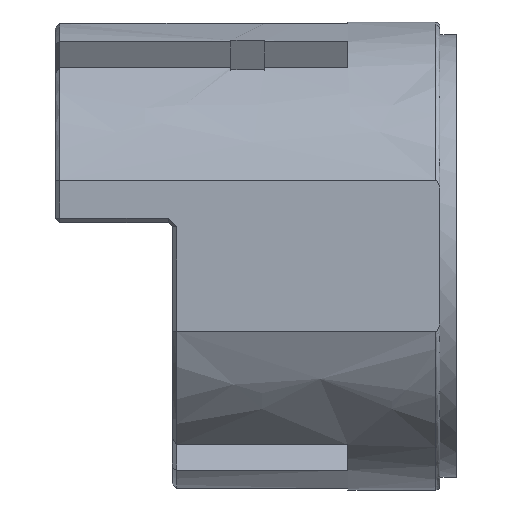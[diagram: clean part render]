
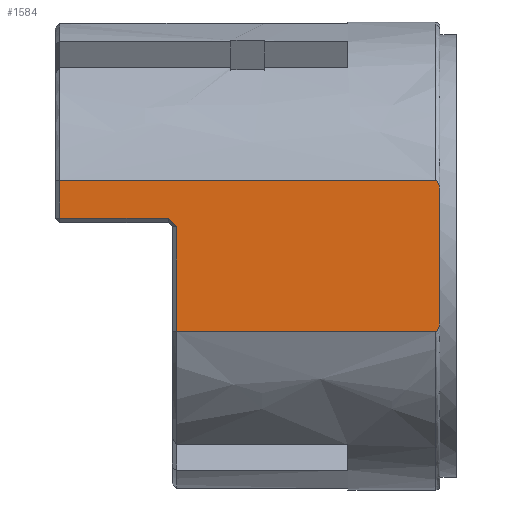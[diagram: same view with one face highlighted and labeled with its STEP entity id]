
A CAD part, left-side view. The second image highlights one B-rep face of the part: STEP entity #1584.
In plain terms, the highlighted free-form (B-spline) face has degree [1, 1] with [2, 2] control points.
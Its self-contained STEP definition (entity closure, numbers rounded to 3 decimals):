
#1584 = ADVANCED_FACE('',(#1585),#1739,.T.);
#1585 = FACE_BOUND('',#1586,.T.);
#1586 = EDGE_LOOP('',(#1587,#1596,#1603,#1610,#1617,#1624,#1632,#1640,
    #1648,#1656,#1664,#1672,#1679,#1686,#1694,#1702,#1710,#1718,#1726,
    #1734));
#1587 = ORIENTED_EDGE('',*,*,#1588,.T.);
#1588 = EDGE_CURVE('',#1589,#1591,#1593,.T.);
#1589 = VERTEX_POINT('',#1590);
#1590 = CARTESIAN_POINT('',(-39.043,49.357,
    -13.321));
#1591 = VERTEX_POINT('',#1592);
#1592 = CARTESIAN_POINT('',(-39.043,49.357,
    5.157));
#1593 = B_SPLINE_CURVE_WITH_KNOTS('',1,(#1594,#1595),.UNSPECIFIED.,.F.,
  .F.,(2,2),(0.,12.542),.PIECEWISE_BEZIER_KNOTS.);
#1594 = CARTESIAN_POINT('',(-39.043,49.357,
    -13.321));
#1595 = CARTESIAN_POINT('',(-39.043,49.357,
    5.157));
#1596 = ORIENTED_EDGE('',*,*,#1597,.T.);
#1597 = EDGE_CURVE('',#1591,#1598,#1600,.T.);
#1598 = VERTEX_POINT('',#1599);
#1599 = CARTESIAN_POINT('',(-39.043,50.83,
    6.63));
#1600 = B_SPLINE_CURVE_WITH_KNOTS('',1,(#1601,#1602),.UNSPECIFIED.,.F.,
  .F.,(2,2),(0.,1.414),.PIECEWISE_BEZIER_KNOTS.);
#1601 = CARTESIAN_POINT('',(-39.043,49.357,
    5.157));
#1602 = CARTESIAN_POINT('',(-39.043,50.83,
    6.63));
#1603 = ORIENTED_EDGE('',*,*,#1604,.T.);
#1604 = EDGE_CURVE('',#1598,#1605,#1607,.T.);
#1605 = VERTEX_POINT('',#1606);
#1606 = CARTESIAN_POINT('',(-39.043,69.983,
    6.63));
#1607 = B_SPLINE_CURVE_WITH_KNOTS('',1,(#1608,#1609),.UNSPECIFIED.,.F.,
  .F.,(2,2),(0.,13.),.PIECEWISE_BEZIER_KNOTS.);
#1608 = CARTESIAN_POINT('',(-39.043,50.83,
    6.63));
#1609 = CARTESIAN_POINT('',(-39.043,69.983,
    6.63));
#1610 = ORIENTED_EDGE('',*,*,#1611,.T.);
#1611 = EDGE_CURVE('',#1605,#1612,#1614,.T.);
#1612 = VERTEX_POINT('',#1613);
#1613 = CARTESIAN_POINT('',(-39.043,69.983,
    13.321));
#1614 = B_SPLINE_CURVE_WITH_KNOTS('',1,(#1615,#1616),.UNSPECIFIED.,.F.,
  .F.,(2,2),(0.,4.542),.PIECEWISE_BEZIER_KNOTS.);
#1615 = CARTESIAN_POINT('',(-39.043,69.983,
    6.63));
#1616 = CARTESIAN_POINT('',(-39.043,69.983,
    13.321));
#1617 = ORIENTED_EDGE('',*,*,#1618,.T.);
#1618 = EDGE_CURVE('',#1612,#1619,#1621,.T.);
#1619 = VERTEX_POINT('',#1620);
#1620 = CARTESIAN_POINT('',(-39.043,3.683,
    13.321));
#1621 = B_SPLINE_CURVE_WITH_KNOTS('',1,(#1622,#1623),.UNSPECIFIED.,.F.,
  .F.,(2,2),(0.,45.),.PIECEWISE_BEZIER_KNOTS.);
#1622 = CARTESIAN_POINT('',(-39.043,69.983,
    13.321));
#1623 = CARTESIAN_POINT('',(-39.043,3.683,
    13.321));
#1624 = ORIENTED_EDGE('',*,*,#1625,.T.);
#1625 = EDGE_CURVE('',#1619,#1626,#1628,.T.);
#1626 = VERTEX_POINT('',#1627);
#1627 = CARTESIAN_POINT('',(-39.043,3.522,
    13.266));
#1628 = B_SPLINE_CURVE_WITH_KNOTS('',2,(#1629,#1630,#1631),
  .UNSPECIFIED.,.F.,.F.,(3,3),(0.,0.063),.PIECEWISE_BEZIER_KNOTS.);
#1629 = CARTESIAN_POINT('',(-39.043,3.683,
    13.321));
#1630 = CARTESIAN_POINT('',(-39.043,3.602,
    13.321));
#1631 = CARTESIAN_POINT('',(-39.043,3.522,
    13.266));
#1632 = ORIENTED_EDGE('',*,*,#1633,.T.);
#1633 = EDGE_CURVE('',#1626,#1634,#1636,.T.);
#1634 = VERTEX_POINT('',#1635);
#1635 = CARTESIAN_POINT('',(-39.043,3.401,
    13.146));
#1636 = B_SPLINE_CURVE_WITH_KNOTS('',2,(#1637,#1638,#1639),
  .UNSPECIFIED.,.F.,.F.,(3,3),(0.063,0.125),
  .PIECEWISE_BEZIER_KNOTS.);
#1637 = CARTESIAN_POINT('',(-39.043,3.522,
    13.266));
#1638 = CARTESIAN_POINT('',(-39.043,3.46,
    13.223));
#1639 = CARTESIAN_POINT('',(-39.043,3.401,
    13.146));
#1640 = ORIENTED_EDGE('',*,*,#1641,.T.);
#1641 = EDGE_CURVE('',#1634,#1642,#1644,.T.);
#1642 = VERTEX_POINT('',#1643);
#1643 = CARTESIAN_POINT('',(-39.043,3.237,
    12.846));
#1644 = B_SPLINE_CURVE_WITH_KNOTS('',2,(#1645,#1646,#1647),
  .UNSPECIFIED.,.F.,.F.,(3,3),(0.125,0.25),.PIECEWISE_BEZIER_KNOTS.);
#1645 = CARTESIAN_POINT('',(-39.043,3.401,
    13.146));
#1646 = CARTESIAN_POINT('',(-39.043,3.312,
    13.03));
#1647 = CARTESIAN_POINT('',(-39.043,3.237,
    12.846));
#1648 = ORIENTED_EDGE('',*,*,#1649,.T.);
#1649 = EDGE_CURVE('',#1642,#1650,#1652,.T.);
#1650 = VERTEX_POINT('',#1651);
#1651 = CARTESIAN_POINT('',(-39.043,3.055,
    12.186));
#1652 = B_SPLINE_CURVE_WITH_KNOTS('',2,(#1653,#1654,#1655),
  .UNSPECIFIED.,.F.,.F.,(3,3),(0.25,0.5),.PIECEWISE_BEZIER_KNOTS.);
#1653 = CARTESIAN_POINT('',(-39.043,3.237,
    12.846));
#1654 = CARTESIAN_POINT('',(-39.043,3.126,
    12.576));
#1655 = CARTESIAN_POINT('',(-39.043,3.055,
    12.186));
#1656 = ORIENTED_EDGE('',*,*,#1657,.T.);
#1657 = EDGE_CURVE('',#1650,#1658,#1660,.T.);
#1658 = VERTEX_POINT('',#1659);
#1659 = CARTESIAN_POINT('',(-39.043,2.971,
    11.509));
#1660 = B_SPLINE_CURVE_WITH_KNOTS('',2,(#1661,#1662,#1663),
  .UNSPECIFIED.,.F.,.F.,(3,3),(0.5,0.75),.PIECEWISE_BEZIER_KNOTS.);
#1661 = CARTESIAN_POINT('',(-39.043,3.055,
    12.186));
#1662 = CARTESIAN_POINT('',(-39.043,2.998,
    11.876));
#1663 = CARTESIAN_POINT('',(-39.043,2.971,
    11.509));
#1664 = ORIENTED_EDGE('',*,*,#1665,.T.);
#1665 = EDGE_CURVE('',#1658,#1666,#1668,.T.);
#1666 = VERTEX_POINT('',#1667);
#1667 = CARTESIAN_POINT('',(-39.043,2.947,
    10.827));
#1668 = B_SPLINE_CURVE_WITH_KNOTS('',2,(#1669,#1670,#1671),
  .UNSPECIFIED.,.F.,.F.,(3,3),(0.75,1.),.PIECEWISE_BEZIER_KNOTS.);
#1669 = CARTESIAN_POINT('',(-39.043,2.971,
    11.509));
#1670 = CARTESIAN_POINT('',(-39.043,2.947,
    11.183));
#1671 = CARTESIAN_POINT('',(-39.043,2.947,
    10.827));
#1672 = ORIENTED_EDGE('',*,*,#1673,.T.);
#1673 = EDGE_CURVE('',#1666,#1674,#1676,.T.);
#1674 = VERTEX_POINT('',#1675);
#1675 = CARTESIAN_POINT('',(-39.043,2.947,0.));
#1676 = B_SPLINE_CURVE_WITH_KNOTS('',1,(#1677,#1678),.UNSPECIFIED.,.F.,
  .F.,(2,2),(0.,7.348),.PIECEWISE_BEZIER_KNOTS.);
#1677 = CARTESIAN_POINT('',(-39.043,2.947,
    10.827));
#1678 = CARTESIAN_POINT('',(-39.043,2.947,0.));
#1679 = ORIENTED_EDGE('',*,*,#1680,.T.);
#1680 = EDGE_CURVE('',#1674,#1681,#1683,.T.);
#1681 = VERTEX_POINT('',#1682);
#1682 = CARTESIAN_POINT('',(-39.043,2.947,
    -10.827));
#1683 = B_SPLINE_CURVE_WITH_KNOTS('',1,(#1684,#1685),.UNSPECIFIED.,.F.,
  .F.,(2,2),(0.,7.348),.PIECEWISE_BEZIER_KNOTS.);
#1684 = CARTESIAN_POINT('',(-39.043,2.947,0.));
#1685 = CARTESIAN_POINT('',(-39.043,2.947,
    -10.827));
#1686 = ORIENTED_EDGE('',*,*,#1687,.T.);
#1687 = EDGE_CURVE('',#1681,#1688,#1690,.T.);
#1688 = VERTEX_POINT('',#1689);
#1689 = CARTESIAN_POINT('',(-39.043,2.971,
    -11.508));
#1690 = B_SPLINE_CURVE_WITH_KNOTS('',2,(#1691,#1692,#1693),
  .UNSPECIFIED.,.F.,.F.,(3,3),(0.,0.25),.PIECEWISE_BEZIER_KNOTS.);
#1691 = CARTESIAN_POINT('',(-39.043,2.947,
    -10.827));
#1692 = CARTESIAN_POINT('',(-39.043,2.947,
    -11.182));
#1693 = CARTESIAN_POINT('',(-39.043,2.971,
    -11.508));
#1694 = ORIENTED_EDGE('',*,*,#1695,.T.);
#1695 = EDGE_CURVE('',#1688,#1696,#1698,.T.);
#1696 = VERTEX_POINT('',#1697);
#1697 = CARTESIAN_POINT('',(-39.043,3.054,
    -12.183));
#1698 = B_SPLINE_CURVE_WITH_KNOTS('',2,(#1699,#1700,#1701),
  .UNSPECIFIED.,.F.,.F.,(3,3),(0.25,0.5),.PIECEWISE_BEZIER_KNOTS.);
#1699 = CARTESIAN_POINT('',(-39.043,2.971,
    -11.508));
#1700 = CARTESIAN_POINT('',(-39.043,2.998,
    -11.873));
#1701 = CARTESIAN_POINT('',(-39.043,3.054,
    -12.183));
#1702 = ORIENTED_EDGE('',*,*,#1703,.T.);
#1703 = EDGE_CURVE('',#1696,#1704,#1706,.T.);
#1704 = VERTEX_POINT('',#1705);
#1705 = CARTESIAN_POINT('',(-39.043,3.235,
    -12.842));
#1706 = B_SPLINE_CURVE_WITH_KNOTS('',2,(#1707,#1708,#1709),
  .UNSPECIFIED.,.F.,.F.,(3,3),(0.5,0.75),.PIECEWISE_BEZIER_KNOTS.);
#1707 = CARTESIAN_POINT('',(-39.043,3.054,
    -12.183));
#1708 = CARTESIAN_POINT('',(-39.043,3.125,
    -12.572));
#1709 = CARTESIAN_POINT('',(-39.043,3.235,
    -12.842));
#1710 = ORIENTED_EDGE('',*,*,#1711,.T.);
#1711 = EDGE_CURVE('',#1704,#1712,#1714,.T.);
#1712 = VERTEX_POINT('',#1713);
#1713 = CARTESIAN_POINT('',(-39.043,3.399,
    -13.144));
#1714 = B_SPLINE_CURVE_WITH_KNOTS('',2,(#1715,#1716,#1717),
  .UNSPECIFIED.,.F.,.F.,(3,3),(0.75,0.875),.PIECEWISE_BEZIER_KNOTS.);
#1715 = CARTESIAN_POINT('',(-39.043,3.235,
    -12.842));
#1716 = CARTESIAN_POINT('',(-39.043,3.31,
    -13.027));
#1717 = CARTESIAN_POINT('',(-39.043,3.399,
    -13.144));
#1718 = ORIENTED_EDGE('',*,*,#1719,.T.);
#1719 = EDGE_CURVE('',#1712,#1720,#1722,.T.);
#1720 = VERTEX_POINT('',#1721);
#1721 = CARTESIAN_POINT('',(-39.043,3.522,
    -13.265));
#1722 = B_SPLINE_CURVE_WITH_KNOTS('',2,(#1723,#1724,#1725),
  .UNSPECIFIED.,.F.,.F.,(3,3),(0.875,0.938),.PIECEWISE_BEZIER_KNOTS.);
#1723 = CARTESIAN_POINT('',(-39.043,3.399,
    -13.144));
#1724 = CARTESIAN_POINT('',(-39.043,3.458,
    -13.221));
#1725 = CARTESIAN_POINT('',(-39.043,3.522,
    -13.265));
#1726 = ORIENTED_EDGE('',*,*,#1727,.T.);
#1727 = EDGE_CURVE('',#1720,#1728,#1730,.T.);
#1728 = VERTEX_POINT('',#1729);
#1729 = CARTESIAN_POINT('',(-39.043,3.683,
    -13.321));
#1730 = B_SPLINE_CURVE_WITH_KNOTS('',2,(#1731,#1732,#1733),
  .UNSPECIFIED.,.F.,.F.,(3,3),(0.938,1.),.PIECEWISE_BEZIER_KNOTS.);
#1731 = CARTESIAN_POINT('',(-39.043,3.522,
    -13.265));
#1732 = CARTESIAN_POINT('',(-39.043,3.601,
    -13.321));
#1733 = CARTESIAN_POINT('',(-39.043,3.683,
    -13.321));
#1734 = ORIENTED_EDGE('',*,*,#1735,.T.);
#1735 = EDGE_CURVE('',#1728,#1589,#1736,.T.);
#1736 = B_SPLINE_CURVE_WITH_KNOTS('',1,(#1737,#1738),.UNSPECIFIED.,.F.,
  .F.,(2,2),(0.,31.),.PIECEWISE_BEZIER_KNOTS.);
#1737 = CARTESIAN_POINT('',(-39.043,3.683,
    -13.321));
#1738 = CARTESIAN_POINT('',(-39.043,49.357,
    -13.321));
#1739 = B_SPLINE_SURFACE_WITH_KNOTS('',1,1,(
    (#1740,#1741)
    ,(#1742,#1743
    )),.UNSPECIFIED.,.F.,.F.,.F.,(2,2),(2,2),(0.,1.),(0.,1.),
  .PIECEWISE_BEZIER_KNOTS.);
#1740 = CARTESIAN_POINT('',(-39.043,2.947,
    13.321));
#1741 = CARTESIAN_POINT('',(-39.043,69.983,
    13.321));
#1742 = CARTESIAN_POINT('',(-39.043,2.947,
    -13.321));
#1743 = CARTESIAN_POINT('',(-39.043,69.983,
    -13.321));
